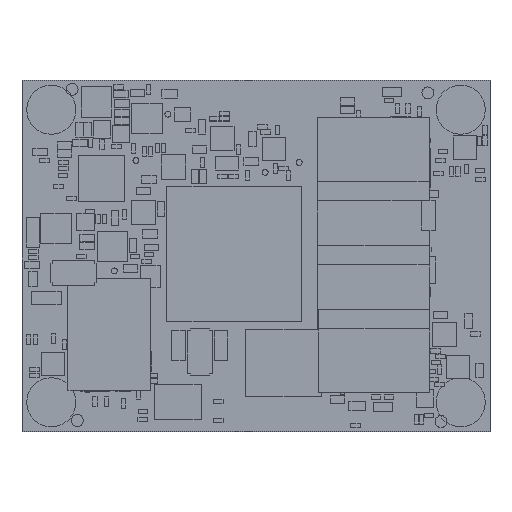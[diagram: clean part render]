
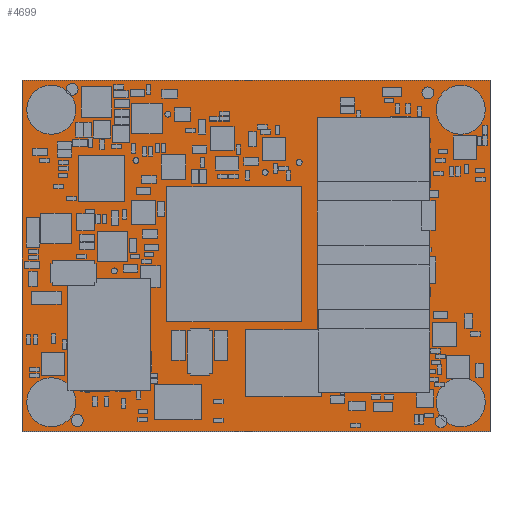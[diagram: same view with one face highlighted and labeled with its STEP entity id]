
A CAD part, top view. The second image highlights one B-rep face of the part: STEP entity #4699.
In plain terms, the highlighted planar face has unit normal (0, 0, 1).
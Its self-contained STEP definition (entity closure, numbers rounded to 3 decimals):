
#2891=FACE_OUTER_BOUND($,#3093,.F.);
#3093=EDGE_LOOP($,(#4901,#4902,#4903,#4904));
#3295=AXIS2_PLACEMENT_3D($,#9683,#8122,$);
#4503=PLANE($,#3295);
#4699=ADVANCED_FACE($,(#2891),#4503,.T.);
#4901=ORIENTED_EDGE($,*,*,#5729,.T.);
#4902=ORIENTED_EDGE($,*,*,#5730,.T.);
#4903=ORIENTED_EDGE($,*,*,#5731,.T.);
#4904=ORIENTED_EDGE($,*,*,#5732,.T.);
#5729=EDGE_CURVE($,#7043,#7044,#6609,.T.);
#5730=EDGE_CURVE($,#7044,#7045,#6610,.T.);
#5731=EDGE_CURVE($,#7045,#7046,#6611,.T.);
#5732=EDGE_CURVE($,#7046,#7043,#6612,.T.);
#6175=VECTOR($,#8125,60.);
#6176=VECTOR($,#8126,80.);
#6177=VECTOR($,#8127,60.);
#6178=VECTOR($,#8128,80.);
#6609=LINE($,#9682,#6175);
#6610=LINE($,#9683,#6176);
#6611=LINE($,#9684,#6177);
#6612=LINE($,#9685,#6178);
#7043=VERTEX_POINT($,#9682);
#7044=VERTEX_POINT($,#9683);
#7045=VERTEX_POINT($,#9684);
#7046=VERTEX_POINT($,#9685);
#8122=DIRECTION($,(0.,0.,1.));
#8125=DIRECTION($,(0.,-1.,0.));
#8126=DIRECTION($,(-1.,0.,0.));
#8127=DIRECTION($,(0.,1.,0.));
#8128=DIRECTION($,(1.,0.,0.));
#9682=CARTESIAN_POINT('',(80.,60.,0.));
#9683=CARTESIAN_POINT('',(80.,0.,0.));
#9684=CARTESIAN_POINT('',(0.,0.,0.));
#9685=CARTESIAN_POINT('',(0.,60.,0.));
